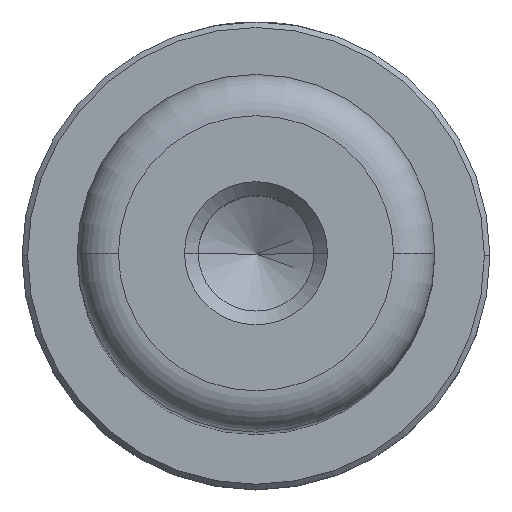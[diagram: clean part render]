
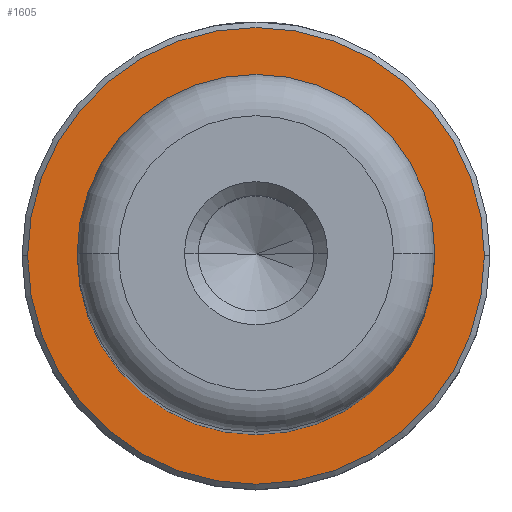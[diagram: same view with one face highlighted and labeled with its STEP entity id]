
A CAD part, top view. The second image highlights one B-rep face of the part: STEP entity #1605.
In plain terms, the highlighted planar face has unit normal (0, 0, 1).
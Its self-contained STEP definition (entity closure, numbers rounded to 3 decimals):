
#28 = CIRCLE ( 'NONE', #1727, 8.3 ) ;
#77 = ORIENTED_EDGE ( 'NONE', *, *, #1864, .T. ) ;
#95 = PLANE ( 'NONE',  #1660 ) ;
#97 = CARTESIAN_POINT ( 'NONE',  ( 0., 0., 15. ) ) ;
#211 = ORIENTED_EDGE ( 'NONE', *, *, #547, .T. ) ;
#260 = CIRCLE ( 'NONE', #2072, 6. ) ;
#286 = DIRECTION ( 'NONE',  ( 1., 0., 0. ) ) ;
#314 = AXIS2_PLACEMENT_3D ( 'NONE', #476, #467, #453 ) ;
#453 = DIRECTION ( 'NONE',  ( -1., 0., 0. ) ) ;
#457 = VERTEX_POINT ( 'NONE', #511 ) ;
#467 = DIRECTION ( 'NONE',  ( 0., 0., -1. ) ) ;
#476 = CARTESIAN_POINT ( 'NONE',  ( 0., 0., 15. ) ) ;
#482 = DIRECTION ( 'NONE',  ( 0., 0., 1. ) ) ;
#493 = FACE_OUTER_BOUND ( 'NONE', #861, .T. ) ;
#511 = CARTESIAN_POINT ( 'NONE',  ( -6., 0., 15. ) ) ;
#547 = EDGE_CURVE ( 'NONE', #2030, #457, #260, .T. ) ;
#627 = CARTESIAN_POINT ( 'NONE',  ( -8.3, 0., 15. ) ) ;
#704 = EDGE_CURVE ( 'NONE', #994, #1879, #1800, .T. ) ;
#837 = EDGE_CURVE ( 'NONE', #457, #2030, #1656, .T. ) ;
#861 = EDGE_LOOP ( 'NONE', ( #77, #1440 ) ) ;
#879 = CARTESIAN_POINT ( 'NONE',  ( 6., 0., 15. ) ) ;
#889 = EDGE_LOOP ( 'NONE', ( #1328, #211 ) ) ;
#994 = VERTEX_POINT ( 'NONE', #1296 ) ;
#1025 = DIRECTION ( 'NONE',  ( 1., 0., 0. ) ) ;
#1031 = DIRECTION ( 'NONE',  ( 0., 0., 1. ) ) ;
#1053 = CARTESIAN_POINT ( 'NONE',  ( 0., 0., 15. ) ) ;
#1120 = CARTESIAN_POINT ( 'NONE',  ( 0., 0., 15. ) ) ;
#1135 = AXIS2_PLACEMENT_3D ( 'NONE', #1053, #1031, #1025 ) ;
#1287 = DIRECTION ( 'NONE',  ( 0., 0., 1. ) ) ;
#1296 = CARTESIAN_POINT ( 'NONE',  ( 8.3, 0., 15. ) ) ;
#1312 = FACE_BOUND ( 'NONE', #889, .T. ) ;
#1328 = ORIENTED_EDGE ( 'NONE', *, *, #837, .T. ) ;
#1440 = ORIENTED_EDGE ( 'NONE', *, *, #704, .T. ) ;
#1605 = ADVANCED_FACE ( 'NONE', ( #493, #1312 ), #95, .T. ) ;
#1608 = DIRECTION ( 'NONE',  ( 1., 0., 0. ) ) ;
#1656 = CIRCLE ( 'NONE', #314, 6. ) ;
#1660 = AXIS2_PLACEMENT_3D ( 'NONE', #1120, #482, #1608 ) ;
#1727 = AXIS2_PLACEMENT_3D ( 'NONE', #97, #1287, #286 ) ;
#1800 = CIRCLE ( 'NONE', #1135, 8.3 ) ;
#1864 = EDGE_CURVE ( 'NONE', #1879, #994, #28, .T. ) ;
#1879 = VERTEX_POINT ( 'NONE', #627 ) ;
#1888 = DIRECTION ( 'NONE',  ( -1., 0., 0. ) ) ;
#1896 = DIRECTION ( 'NONE',  ( 0., 0., -1. ) ) ;
#1903 = CARTESIAN_POINT ( 'NONE',  ( 0., 0., 15. ) ) ;
#2030 = VERTEX_POINT ( 'NONE', #879 ) ;
#2072 = AXIS2_PLACEMENT_3D ( 'NONE', #1903, #1896, #1888 ) ;
